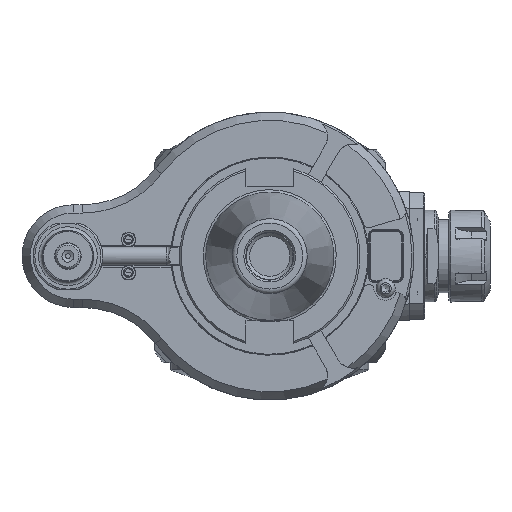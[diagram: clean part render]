
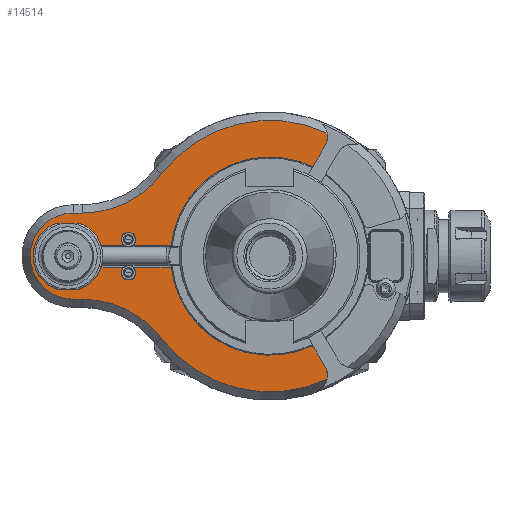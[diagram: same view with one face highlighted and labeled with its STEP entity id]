
A CAD part, left-side view. The second image highlights one B-rep face of the part: STEP entity #14514.
In plain terms, the highlighted planar face has unit normal (-1, 0, 0).
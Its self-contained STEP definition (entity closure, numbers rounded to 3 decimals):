
#845=PLANE('',#15530);
#1275=FACE_OUTER_BOUND('',#2167,.T.);
#2167=EDGE_LOOP('',(#9861,#9862,#9863,#9864,#9865,#9866,#9867,#9868,#9869,
#9870,#9871,#9872,#9873,#9874,#9875,#9876,#9877,#9878,#9879,#9880,#9881,
#9882,#9883,#9884,#9885,#9886,#9887));
#3183=LINE('',#21644,#4216);
#3201=LINE('',#21749,#4234);
#3214=LINE('',#21796,#4247);
#3215=LINE('',#21800,#4248);
#3216=LINE('',#21804,#4249);
#3217=LINE('',#21807,#4250);
#3218=LINE('',#21813,#4251);
#3219=LINE('',#21821,#4252);
#3220=LINE('',#21825,#4253);
#3221=LINE('',#21832,#4254);
#4216=VECTOR('',#17207,12.282);
#4234=VECTOR('',#17289,20.689);
#4247=VECTOR('',#17332,12.166);
#4248=VECTOR('',#17335,12.166);
#4249=VECTOR('',#17338,12.326);
#4250=VECTOR('',#17341,20.689);
#4251=VECTOR('',#17346,12.282);
#4252=VECTOR('',#17353,4.881);
#4253=VECTOR('',#17356,4.881);
#4254=VECTOR('',#17365,12.326);
#5245=CIRCLE('',#15481,4.);
#5248=CIRCLE('',#15486,10.);
#5285=CIRCLE('',#15527,4.);
#5288=CIRCLE('',#15531,19.);
#5289=CIRCLE('',#15532,19.);
#5290=CIRCLE('',#15533,19.);
#5291=CIRCLE('',#15534,4.);
#5292=CIRCLE('',#15535,54.);
#5293=CIRCLE('',#15536,1.);
#5294=CIRCLE('',#15537,10.);
#5295=CIRCLE('',#15538,74.);
#5296=CIRCLE('',#15539,54.5);
#5297=CIRCLE('',#15540,23.5);
#5298=CIRCLE('',#15541,54.5);
#5299=CIRCLE('',#15542,74.);
#5300=CIRCLE('',#15543,1.);
#5301=CIRCLE('',#15544,54.);
#6030=VERTEX_POINT('',#21625);
#6031=VERTEX_POINT('',#21627);
#6036=VERTEX_POINT('',#21638);
#6038=VERTEX_POINT('',#21642);
#6039=VERTEX_POINT('',#21646);
#6084=VERTEX_POINT('',#21746);
#6085=VERTEX_POINT('',#21748);
#6099=VERTEX_POINT('',#21783);
#6102=VERTEX_POINT('',#21792);
#6103=VERTEX_POINT('',#21793);
#6104=VERTEX_POINT('',#21795);
#6105=VERTEX_POINT('',#21797);
#6106=VERTEX_POINT('',#21799);
#6107=VERTEX_POINT('',#21801);
#6108=VERTEX_POINT('',#21803);
#6109=VERTEX_POINT('',#21806);
#6110=VERTEX_POINT('',#21808);
#6111=VERTEX_POINT('',#21810);
#6112=VERTEX_POINT('',#21812);
#6113=VERTEX_POINT('',#21814);
#6114=VERTEX_POINT('',#21816);
#6115=VERTEX_POINT('',#21818);
#6116=VERTEX_POINT('',#21820);
#6117=VERTEX_POINT('',#21822);
#6118=VERTEX_POINT('',#21824);
#6119=VERTEX_POINT('',#21826);
#6120=VERTEX_POINT('',#21829);
#7508=EDGE_CURVE('',#6031,#6030,#5245,.T.);
#7516=EDGE_CURVE('',#6036,#6038,#3183,.T.);
#7517=EDGE_CURVE('',#6039,#6036,#5248,.T.);
#7564=EDGE_CURVE('',#6084,#6085,#3201,.T.);
#7584=EDGE_CURVE('',#6084,#6099,#5285,.T.);
#7588=EDGE_CURVE('',#6102,#6103,#5288,.T.);
#7589=EDGE_CURVE('',#6104,#6103,#3214,.T.);
#7590=EDGE_CURVE('',#6104,#6105,#5289,.T.);
#7591=EDGE_CURVE('',#6106,#6105,#3215,.T.);
#7592=EDGE_CURVE('',#6106,#6107,#5290,.T.);
#7593=EDGE_CURVE('',#6108,#6107,#3216,.T.);
#7594=EDGE_CURVE('',#6108,#6031,#5291,.T.);
#7595=EDGE_CURVE('',#6109,#6030,#3217,.T.);
#7596=EDGE_CURVE('',#6109,#6110,#5292,.T.);
#7597=EDGE_CURVE('',#6110,#6111,#5293,.T.);
#7598=EDGE_CURVE('',#6111,#6112,#3218,.T.);
#7599=EDGE_CURVE('',#6112,#6113,#5294,.T.);
#7600=EDGE_CURVE('',#6113,#6114,#5295,.T.);
#7601=EDGE_CURVE('',#6114,#6115,#5296,.T.);
#7602=EDGE_CURVE('',#6116,#6115,#3219,.T.);
#7603=EDGE_CURVE('',#6116,#6117,#5297,.T.);
#7604=EDGE_CURVE('',#6118,#6117,#3220,.T.);
#7605=EDGE_CURVE('',#6118,#6119,#5298,.T.);
#7606=EDGE_CURVE('',#6119,#6039,#5299,.T.);
#7607=EDGE_CURVE('',#6038,#6120,#5300,.T.);
#7608=EDGE_CURVE('',#6120,#6085,#5301,.T.);
#7609=EDGE_CURVE('',#6102,#6099,#3221,.T.);
#9861=ORIENTED_EDGE('',*,*,#7588,.T.);
#9862=ORIENTED_EDGE('',*,*,#7589,.F.);
#9863=ORIENTED_EDGE('',*,*,#7590,.T.);
#9864=ORIENTED_EDGE('',*,*,#7591,.F.);
#9865=ORIENTED_EDGE('',*,*,#7592,.T.);
#9866=ORIENTED_EDGE('',*,*,#7593,.F.);
#9867=ORIENTED_EDGE('',*,*,#7594,.T.);
#9868=ORIENTED_EDGE('',*,*,#7508,.T.);
#9869=ORIENTED_EDGE('',*,*,#7595,.F.);
#9870=ORIENTED_EDGE('',*,*,#7596,.T.);
#9871=ORIENTED_EDGE('',*,*,#7597,.T.);
#9872=ORIENTED_EDGE('',*,*,#7598,.T.);
#9873=ORIENTED_EDGE('',*,*,#7599,.T.);
#9874=ORIENTED_EDGE('',*,*,#7600,.T.);
#9875=ORIENTED_EDGE('',*,*,#7601,.T.);
#9876=ORIENTED_EDGE('',*,*,#7602,.F.);
#9877=ORIENTED_EDGE('',*,*,#7603,.T.);
#9878=ORIENTED_EDGE('',*,*,#7604,.F.);
#9879=ORIENTED_EDGE('',*,*,#7605,.T.);
#9880=ORIENTED_EDGE('',*,*,#7606,.T.);
#9881=ORIENTED_EDGE('',*,*,#7517,.T.);
#9882=ORIENTED_EDGE('',*,*,#7516,.T.);
#9883=ORIENTED_EDGE('',*,*,#7607,.T.);
#9884=ORIENTED_EDGE('',*,*,#7608,.T.);
#9885=ORIENTED_EDGE('',*,*,#7564,.F.);
#9886=ORIENTED_EDGE('',*,*,#7584,.T.);
#9887=ORIENTED_EDGE('',*,*,#7609,.F.);
#14514=ADVANCED_FACE('',(#1275),#845,.T.);
#15481=AXIS2_PLACEMENT_3D('',#21628,#17194,#17195);
#15486=AXIS2_PLACEMENT_3D('',#21647,#17210,#17211);
#15527=AXIS2_PLACEMENT_3D('',#21785,#17321,#17322);
#15530=AXIS2_PLACEMENT_3D('',#21791,#17328,#17329);
#15531=AXIS2_PLACEMENT_3D('',#21794,#17330,#17331);
#15532=AXIS2_PLACEMENT_3D('',#21798,#17333,#17334);
#15533=AXIS2_PLACEMENT_3D('',#21802,#17336,#17337);
#15534=AXIS2_PLACEMENT_3D('',#21805,#17339,#17340);
#15535=AXIS2_PLACEMENT_3D('',#21809,#17342,#17343);
#15536=AXIS2_PLACEMENT_3D('',#21811,#17344,#17345);
#15537=AXIS2_PLACEMENT_3D('',#21815,#17347,#17348);
#15538=AXIS2_PLACEMENT_3D('',#21817,#17349,#17350);
#15539=AXIS2_PLACEMENT_3D('',#21819,#17351,#17352);
#15540=AXIS2_PLACEMENT_3D('',#21823,#17354,#17355);
#15541=AXIS2_PLACEMENT_3D('',#21827,#17357,#17358);
#15542=AXIS2_PLACEMENT_3D('',#21828,#17359,#17360);
#15543=AXIS2_PLACEMENT_3D('',#21830,#17361,#17362);
#15544=AXIS2_PLACEMENT_3D('',#21831,#17363,#17364);
#17194=DIRECTION('center_axis',(1.,0.,0.));
#17195=DIRECTION('ref_axis',(0.,0.,1.));
#17207=DIRECTION('',(0.,0.5,0.866));
#17210=DIRECTION('center_axis',(-1.,0.,0.));
#17211=DIRECTION('ref_axis',(0.,-0.979,-0.203));
#17289=DIRECTION('',(0.,-1.,0.));
#17321=DIRECTION('center_axis',(1.,0.,0.));
#17322=DIRECTION('ref_axis',(0.,-0.661,0.75));
#17328=DIRECTION('center_axis',(-1.,0.,0.));
#17329=DIRECTION('ref_axis',(0.,0.,1.));
#17330=DIRECTION('center_axis',(1.,0.,0.));
#17331=DIRECTION('ref_axis',(0.,-0.949,-0.316));
#17332=DIRECTION('',(0.,-1.,0.));
#17333=DIRECTION('center_axis',(1.,0.,0.));
#17334=DIRECTION('ref_axis',(0.,0.32,-0.947));
#17335=DIRECTION('',(0.,1.,0.));
#17336=DIRECTION('center_axis',(1.,0.,0.));
#17337=DIRECTION('ref_axis',(0.,-0.32,0.947));
#17338=DIRECTION('',(0.,1.,0.));
#17339=DIRECTION('center_axis',(1.,0.,0.));
#17340=DIRECTION('ref_axis',(0.,0.,1.));
#17341=DIRECTION('',(0.,1.,0.));
#17342=DIRECTION('center_axis',(1.,0.,0.));
#17343=DIRECTION('ref_axis',(0.,0.994,0.111));
#17344=DIRECTION('center_axis',(-1.,0.,0.));
#17345=DIRECTION('ref_axis',(0.,-0.866,-0.5));
#17346=DIRECTION('',(0.,-0.5,0.866));
#17347=DIRECTION('center_axis',(-1.,0.,0.));
#17348=DIRECTION('ref_axis',(0.,-0.866,-0.5));
#17349=DIRECTION('center_axis',(-1.,0.,0.));
#17350=DIRECTION('ref_axis',(0.,-0.422,0.907));
#17351=DIRECTION('center_axis',(1.,0.,0.));
#17352=DIRECTION('ref_axis',(0.,-0.795,-0.607));
#17353=DIRECTION('',(0.,-1.,0.));
#17354=DIRECTION('center_axis',(-1.,0.,0.));
#17355=DIRECTION('ref_axis',(0.,0.,1.));
#17356=DIRECTION('',(0.,1.,0.));
#17357=DIRECTION('center_axis',(1.,0.,0.));
#17358=DIRECTION('ref_axis',(0.,0.,1.));
#17359=DIRECTION('center_axis',(-1.,0.,0.));
#17360=DIRECTION('ref_axis',(0.,0.795,-0.607));
#17361=DIRECTION('center_axis',(-1.,0.,0.));
#17362=DIRECTION('ref_axis',(0.,-0.866,0.5));
#17363=DIRECTION('center_axis',(1.,0.,0.));
#17364=DIRECTION('ref_axis',(0.,-0.419,-0.908));
#17365=DIRECTION('',(0.,-1.,0.));
#21625=CARTESIAN_POINT('',(37.,74.354,6.));
#21627=CARTESIAN_POINT('',(37.,77.,13.));
#21628=CARTESIAN_POINT('Origin',(37.,77.,9.));
#21638=CARTESIAN_POINT('',(37.,-30.063,-60.071));
#21642=CARTESIAN_POINT('',(37.,-23.922,-49.434));
#21644=CARTESIAN_POINT('',(37.,-30.063,-60.071));
#21646=CARTESIAN_POINT('',(37.,-31.194,-67.104));
#21647=CARTESIAN_POINT('Origin',(37.,-21.403,-65.071));
#21746=CARTESIAN_POINT('',(37.,74.354,-6.));
#21748=CARTESIAN_POINT('',(37.,53.666,-6.));
#21749=CARTESIAN_POINT('',(37.,74.354,-6.));
#21783=CARTESIAN_POINT('',(37.,79.646,-6.));
#21785=CARTESIAN_POINT('Origin',(37.,77.,-9.));
#21791=CARTESIAN_POINT('Origin',(37.,-75.575,0.));
#21792=CARTESIAN_POINT('',(37.,91.972,-6.));
#21793=CARTESIAN_POINT('',(37.,103.917,-18.));
#21794=CARTESIAN_POINT('Origin',(37.,110.,0.));
#21795=CARTESIAN_POINT('',(37.,116.083,-18.));
#21796=CARTESIAN_POINT('',(37.,116.083,-18.));
#21797=CARTESIAN_POINT('',(37.,116.083,18.));
#21798=CARTESIAN_POINT('Origin',(37.,110.,0.));
#21799=CARTESIAN_POINT('',(37.,103.917,18.));
#21800=CARTESIAN_POINT('',(37.,103.917,18.));
#21801=CARTESIAN_POINT('',(37.,91.972,6.));
#21802=CARTESIAN_POINT('Origin',(37.,110.,0.));
#21803=CARTESIAN_POINT('',(37.,79.646,6.));
#21804=CARTESIAN_POINT('',(37.,79.646,6.));
#21805=CARTESIAN_POINT('Origin',(37.,77.,9.));
#21806=CARTESIAN_POINT('',(37.,53.666,6.));
#21807=CARTESIAN_POINT('',(37.,53.666,6.));
#21808=CARTESIAN_POINT('',(37.,-22.644,49.024));
#21809=CARTESIAN_POINT('Origin',(37.,0.,0.));
#21810=CARTESIAN_POINT('',(37.,-23.922,49.434));
#21811=CARTESIAN_POINT('Origin',(37.,-23.056,49.934));
#21812=CARTESIAN_POINT('',(37.,-30.063,60.071));
#21813=CARTESIAN_POINT('',(37.,-23.922,49.434));
#21814=CARTESIAN_POINT('',(37.,-31.194,67.104));
#21815=CARTESIAN_POINT('Origin',(37.,-21.403,65.071));
#21816=CARTESIAN_POINT('',(37.,58.808,44.918));
#21817=CARTESIAN_POINT('Origin',(37.,0.,0.));
#21818=CARTESIAN_POINT('',(37.,102.119,23.5));
#21819=CARTESIAN_POINT('Origin',(37.,102.119,78.));
#21820=CARTESIAN_POINT('',(37.,107.,23.5));
#21821=CARTESIAN_POINT('',(37.,107.,23.5));
#21822=CARTESIAN_POINT('',(37.,107.,-23.5));
#21823=CARTESIAN_POINT('Origin',(37.,107.,0.));
#21824=CARTESIAN_POINT('',(37.,102.119,-23.5));
#21825=CARTESIAN_POINT('',(37.,102.119,-23.5));
#21826=CARTESIAN_POINT('',(37.,58.808,-44.918));
#21827=CARTESIAN_POINT('Origin',(37.,102.119,-78.));
#21828=CARTESIAN_POINT('Origin',(37.,0.,0.));
#21829=CARTESIAN_POINT('',(37.,-22.637,-49.026));
#21830=CARTESIAN_POINT('Origin',(37.,-23.056,-49.934));
#21831=CARTESIAN_POINT('Origin',(37.,0.,0.));
#21832=CARTESIAN_POINT('',(37.,91.972,-6.));
